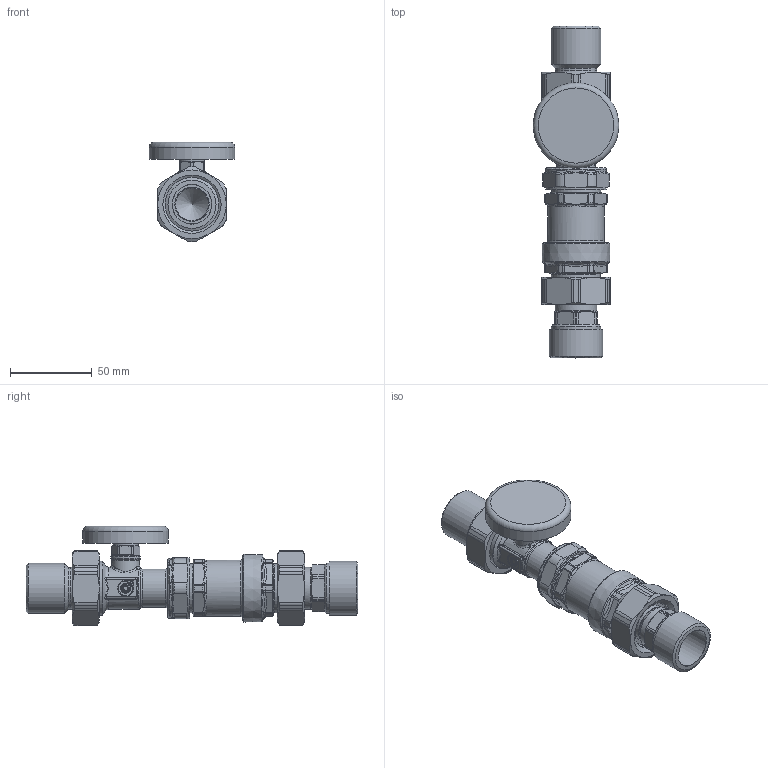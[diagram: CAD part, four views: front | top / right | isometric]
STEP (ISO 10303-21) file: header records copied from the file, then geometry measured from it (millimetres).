
FILE_DESCRIPTION(/* description */ (''),/* implementation_level */ '2;1');
FILE_NAME(/* name */ '127160AFC_Simplify_1.stp',/* time_stamp */ '2025-08-01T11:39:36-05:00',/* author */ ('ischreiner'),/* organization */ (''),/* preprocessor_version */ 'ST-DEVELOPER v20',/* originating_system */ 'Autodesk Inventor 2025',/* authorisation */ '');
FILE_SCHEMA (('AUTOMOTIVE_DESIGN { 1 0 10303 214 3 1 1 }'));
Length unit declared in the file: inch
Products named in the file (1): 127160AFC_Simplify_1
Bounding box: 52.32 x 202.87 x 60.83 mm (x, y, z)
Volume: 135085 mm3; surface area: 59154 mm2
Topology: 6 solids, 6 shells, 889 faces, 2111 edges, 1202 vertices
Faces by surface type: cylinder 240, bspline 209, plane 181, cone 123, torus 98, sphere 38
Full cylindrical faces by diameter (mm): 15.24 x1, 15.875 x1, 17 x1, 18 x1, 21 x3, 23.5 x1, 24 x4, 24.1 x2, 24.13 x1, 25 x2, 25.4 x1, 25.5 x1, 27.94 x1, 28.3 x2, 28.5 x1, 28.6 x1, 29.6 x1, 30 x5, 30.048 x2, 30.2 x1, 30.3 x2, 30.4 x1, 30.48 x3, 30.5 x1, 32.8 x1, 33.1 x3, 34.5 x1, 37 x2, 52.324 x1
Entity records: 37247 total; most frequent: CARTESIAN_POINT 17474, ORIENTED_EDGE 4112, DIRECTION 3743, EDGE_CURVE 2056, AXIS2_PLACEMENT_3D 1604, VERTEX_POINT 1202, EDGE_LOOP 924, STYLED_ITEM 895
